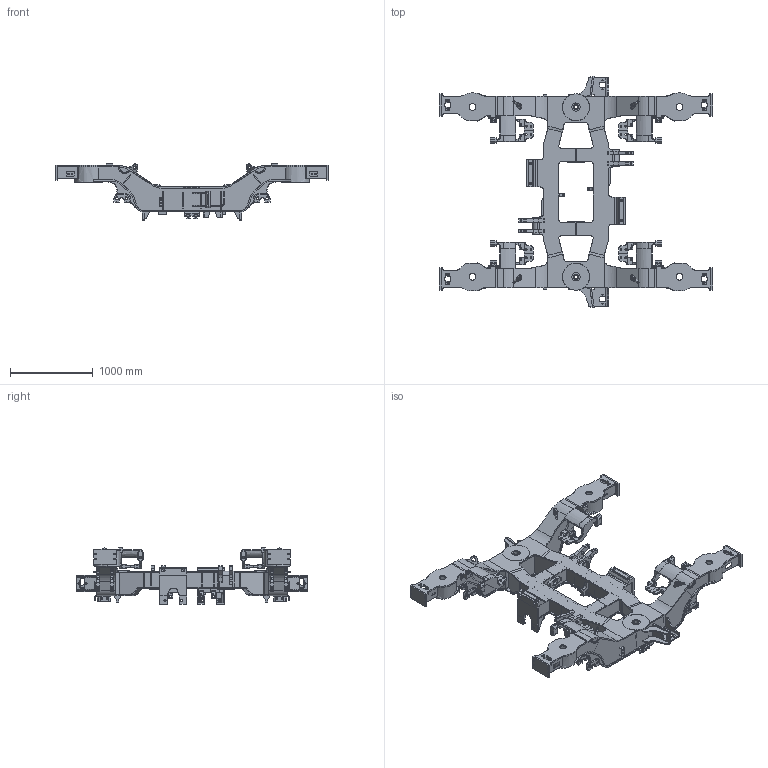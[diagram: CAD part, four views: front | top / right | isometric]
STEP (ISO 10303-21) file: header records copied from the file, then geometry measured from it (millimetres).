
FILE_DESCRIPTION(('STEP AP214'),'1');
FILE_NAME('test-chejia.stp','2024-06-25T00:49:56',(' '),(' '),'Spatial InterOp 3D',' ',' ');
FILE_SCHEMA(('AUTOMOTIVE_DESIGN { 1 0 10303 214 1 1 1 1 }'));
Length unit declared in the file: metre
Products named in the file (47): MX; component1; component2; component3; component4; component5; component6; component7; component8; component10; component11; component12; component13; component14; component15; component16; component17; component18; component19; component20; component21; component22; component23; component24; component25; component26; component27; component28; component29; component30; component31; component32; component33; component34; component35; component37; component38; component39; component40; component41 ...
Assembly tree (46 placements, depth 5):
  test-chejia
    solid(1)
      solid
        MX
          component1
          component2
          component3
          component4
          component5
          component6
          component7
          component8
          component10
          component11
          component12
          component13
          component14
          component15
          component16
          component17
          component18
          component19
          component20
          component21
          component22
          component23
          component24
          component25
          component26
          component27
          component28
          component29
          component30
          component31
          component32
          component33
          component34
          component35
          component37
          component38
          component39
          component40
          component41
          component43
          component44
          component45
          component46
Bounding box: 3300 x 2800.2 x 681 mm (x, y, z)
Volume: 278357309.6 mm3; surface area: 33649993.8 mm2
Topology: 130 solids, 167 shells, 4194 faces, 12801 edges, 8792 vertices
Faces by surface type: plane 1946, cylinder 1273, bspline 866, torus 69, cone 40
Entity records: 357058 total; most frequent: CARTESIAN_POINT 239214, ORIENTED_EDGE 25159, DIRECTION 23274, EDGE_CURVE 12722, VERTEX_POINT 8791, AXIS2_PLACEMENT_3D 7786, LINE 7702, VECTOR 7702
